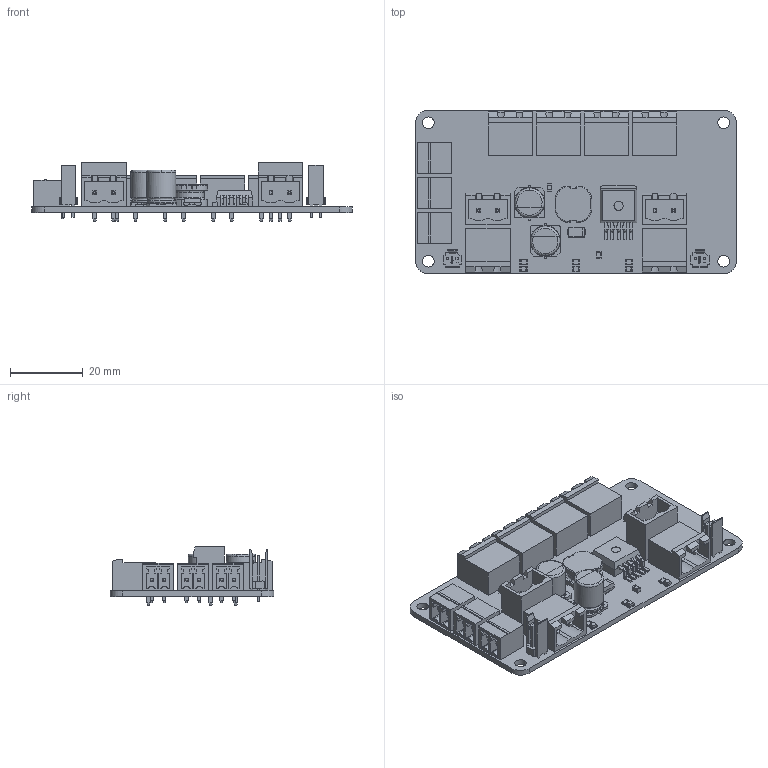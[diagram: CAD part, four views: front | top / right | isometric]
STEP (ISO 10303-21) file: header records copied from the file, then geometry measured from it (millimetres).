
FILE_DESCRIPTION(('KiCad electronic assembly'),'2;1');
FILE_NAME('dispatch.step','2020-03-17T15:52:00',('An Author'),( 'A Company'),'Open CASCADE STEP processor 6.9', 'KiCad to STEP converter','Unknown');
FILE_SCHEMA(('AUTOMOTIVE_DESIGN { 1 0 10303 214 1 1 1 1 }'));
Length unit declared in the file: millimetre
Products named in the file (24): Open CASCADE STEP translator 6.9 1; C_0805_2012Metric; SOLID; PhoenixContact_MSTBA_2,5_2-G-5,08_1x02_P5.08mm_Horizontal; PhoenixContact_MC_1,5_2-G-3.5_1x02_P3.50mm_Horizontal; CP_Elec_8x10; R_0805_2012Metric; LED_0805_2012Metric; Headers-Wire_Housings_HEADER_2POS_HE14; PhoenixContact_MSTBVA_2,5_2-G-5,08_1x02_P5.08mm_Vertical; D_SMA; SRN1060-330M; TO-263-5_TabPin6; COMPOUND
Assembly tree (38 placements, depth 3):
  Open CASCADE STEP translator 6.9 1
    C_0805_2012Metric  x2
      SOLID
    PhoenixContact_MSTBA_2,5_2-G-5,08_1x02_P5.08mm_Horizontal  x6
      SOLID
    PhoenixContact_MC_1,5_2-G-3.5_1x02_P3.50mm_Horizontal  x3
      SOLID
    CP_Elec_8x10  x2
      SOLID
    R_0805_2012Metric  x3
      SOLID
    LED_0805_2012Metric  x3
      SOLID
    Headers-Wire_Housings_HEADER_2POS_HE14  x2
      SOLID
    PhoenixContact_MSTBVA_2,5_2-G-5,08_1x02_P5.08mm_Vertical  x2
      SOLID
    D_SMA
      SOLID
    SRN1060-330M
      SOLID
    TO-263-5_TabPin6
      SOLID
    COMPOUND
Bounding box: 88 x 45 x 16 mm (x, y, z)
Volume: 14572.9 mm3; surface area: 21349.3 mm2
Topology: 27 solids, 27 shells, 1683 faces, 4312 edges, 2770 vertices
Faces by surface type: plane 1372, cylinder 263, torus 28, bspline 18, revolution 2
Full cylindrical faces by diameter (mm): 0.85 x4, 1.2 x6, 1.4 x16, 2.5 x1, 3.2 x4, 8 x4
Entity records: 57700 total; most frequent: CARTESIAN_POINT 11794, DIRECTION 7900, LINE 5322, VECTOR 5322, ORIENTED_EDGE 4116, PCURVE 4116, DEFINITIONAL_REPRESENTATION 4116, EDGE_CURVE 2058
